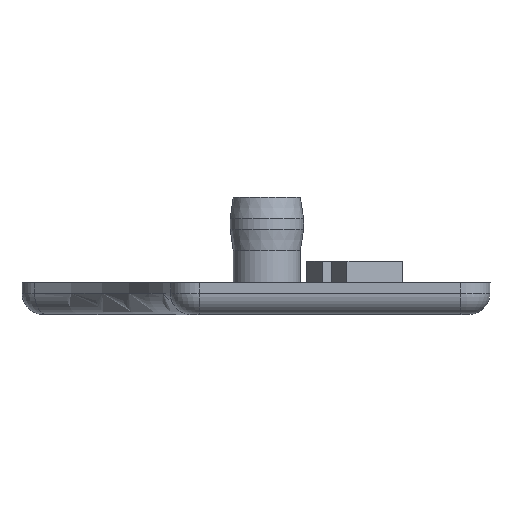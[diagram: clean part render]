
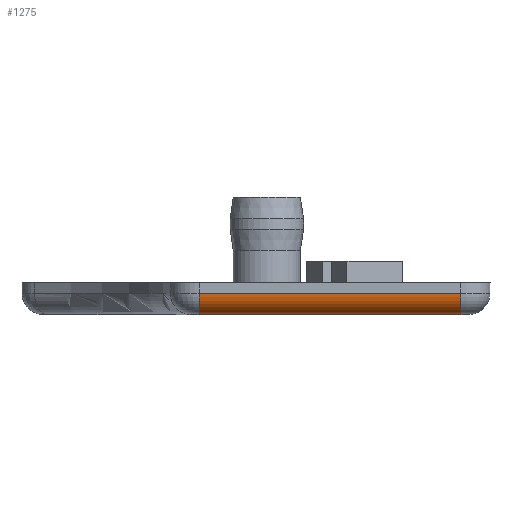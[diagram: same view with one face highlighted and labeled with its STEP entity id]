
A CAD part, front view. The second image highlights one B-rep face of the part: STEP entity #1275.
In plain terms, the highlighted cylindrical face has radius 2 mm (diameter 4 mm), a partial arc.
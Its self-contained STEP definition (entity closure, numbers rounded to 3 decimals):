
#57 = VECTOR ( 'NONE', #399, 1000. ) ;
#78 = VERTEX_POINT ( 'NONE', #396 ) ;
#148 = LINE ( 'NONE', #468, #57 ) ;
#176 = ORIENTED_EDGE ( 'NONE', *, *, #803, .F. ) ;
#278 = EDGE_CURVE ( 'NONE', #78, #1861, #993, .T. ) ;
#383 = VECTOR ( 'NONE', #1598, 1000. ) ;
#395 = EDGE_CURVE ( 'NONE', #510, #78, #649, .T. ) ;
#396 = CARTESIAN_POINT ( 'NONE',  ( 18.211, -22.466, 2. ) ) ;
#399 = DIRECTION ( 'NONE',  ( -1., 0., 0. ) ) ;
#405 = EDGE_LOOP ( 'NONE', ( #1375, #176, #1457, #687 ) ) ;
#438 = VERTEX_POINT ( 'NONE', #1026 ) ;
#466 = DIRECTION ( 'NONE',  ( 0., -1., 0. ) ) ;
#468 = CARTESIAN_POINT ( 'NONE',  ( -0.638, -20.466, 0. ) ) ;
#510 = VERTEX_POINT ( 'NONE', #1835 ) ;
#581 = FACE_OUTER_BOUND ( 'NONE', #405, .T. ) ;
#626 = DIRECTION ( 'NONE',  ( -1., 0., 0. ) ) ;
#649 = CIRCLE ( 'NONE', #2003, 2. ) ;
#687 = ORIENTED_EDGE ( 'NONE', *, *, #278, .T. ) ;
#803 = EDGE_CURVE ( 'NONE', #510, #438, #148, .T. ) ;
#934 = DIRECTION ( 'NONE',  ( 0., -1., 0. ) ) ;
#993 = LINE ( 'NONE', #1005, #383 ) ;
#1005 = CARTESIAN_POINT ( 'NONE',  ( 18.211, -22.466, 2. ) ) ;
#1026 = CARTESIAN_POINT ( 'NONE',  ( -6.34, -20.466, 0. ) ) ;
#1105 = CARTESIAN_POINT ( 'NONE',  ( -6.34, -22.466, 2. ) ) ;
#1121 = CARTESIAN_POINT ( 'NONE',  ( 18.211, -20.466, 2. ) ) ;
#1156 = DIRECTION ( 'NONE',  ( -1., 0., 0. ) ) ;
#1275 = ADVANCED_FACE ( 'NONE', ( #581 ), #1412, .T. ) ;
#1284 = AXIS2_PLACEMENT_3D ( 'NONE', #1893, #1565, #934 ) ;
#1375 = ORIENTED_EDGE ( 'NONE', *, *, #1840, .T. ) ;
#1412 = CYLINDRICAL_SURFACE ( 'NONE', #1583, 2. ) ;
#1457 = ORIENTED_EDGE ( 'NONE', *, *, #395, .T. ) ;
#1565 = DIRECTION ( 'NONE',  ( 1., 0., 0. ) ) ;
#1583 = AXIS2_PLACEMENT_3D ( 'NONE', #1852, #626, #466 ) ;
#1598 = DIRECTION ( 'NONE',  ( -1., 0., 0. ) ) ;
#1786 = CIRCLE ( 'NONE', #1284, 2. ) ;
#1835 = CARTESIAN_POINT ( 'NONE',  ( 18.211, -20.466, 0. ) ) ;
#1840 = EDGE_CURVE ( 'NONE', #1861, #438, #1786, .T. ) ;
#1852 = CARTESIAN_POINT ( 'NONE',  ( 18.211, -20.466, 2. ) ) ;
#1861 = VERTEX_POINT ( 'NONE', #1105 ) ;
#1893 = CARTESIAN_POINT ( 'NONE',  ( -6.34, -20.466, 2. ) ) ;
#1906 = DIRECTION ( 'NONE',  ( 0., -1., 0. ) ) ;
#2003 = AXIS2_PLACEMENT_3D ( 'NONE', #1121, #1156, #1906 ) ;
